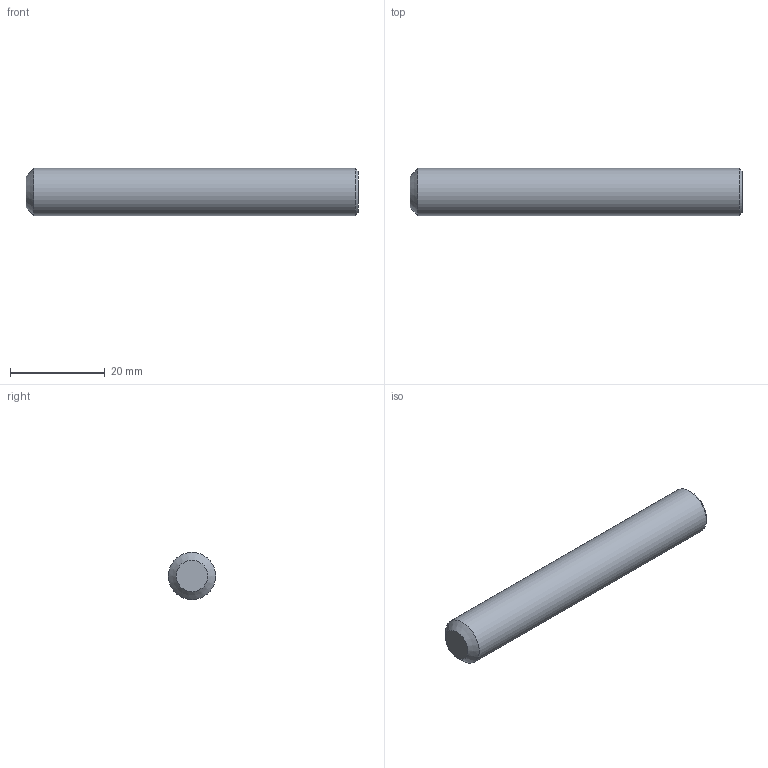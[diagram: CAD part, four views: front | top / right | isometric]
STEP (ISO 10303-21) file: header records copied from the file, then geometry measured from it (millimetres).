
FILE_DESCRIPTION (( 'STEP AP203' ), '1' );
FILE_NAME ('58301-240-70.step', '2019-12-16T13:58:29', ( '' ), ( '' ), 'SwSTEP 2.0', 'SolidWorks 2015', '' );
FILE_SCHEMA (( 'CONFIG_CONTROL_DESIGN' ));
Length unit declared in the file: millimetre
Products named in the file (2): 58301-240-70
Bounding box: 70 x 10 x 10 mm (x, y, z)
Volume: 5313.2 mm3; surface area: 2418.7 mm2
Topology: 1 solids, 1 shells, 284 faces, 752 edges, 500 vertices
Faces by surface type: plane 142, bspline 138, cone 3, cylinder 1
Full cylindrical faces by diameter (mm): 10 x1
Entity records: 17159 total; most frequent: CARTESIAN_POINT 10929, ORIENTED_EDGE 1490, DIRECTION 775, EDGE_CURVE 745, VERTEX_POINT 496, VECTOR 459, LINE 459, EDGE_LOOP 317
